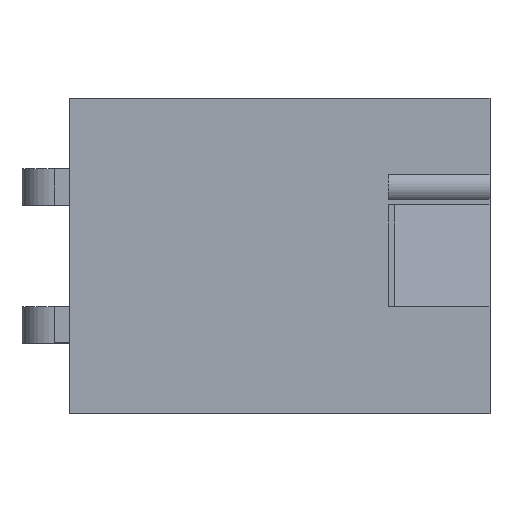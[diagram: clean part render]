
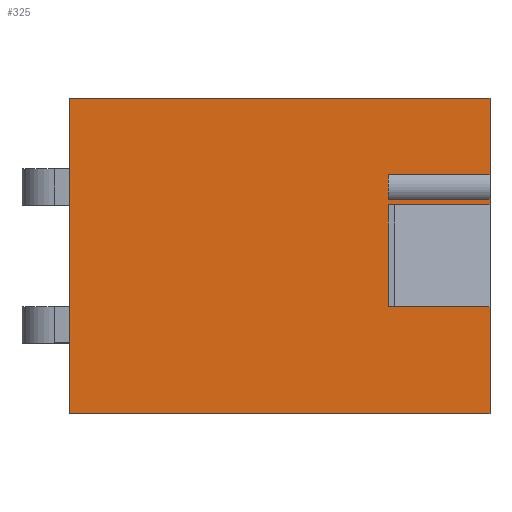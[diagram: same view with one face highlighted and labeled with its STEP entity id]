
A CAD part, top view. The second image highlights one B-rep face of the part: STEP entity #325.
In plain terms, the highlighted planar face has unit normal (0, 0, 1).
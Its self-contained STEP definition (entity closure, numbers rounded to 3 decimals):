
#325 = ADVANCED_FACE( '', ( #648 ), #649, .T. );
#648 = FACE_OUTER_BOUND( '', #1264, .T. );
#649 = PLANE( '', #1265 );
#1264 = EDGE_LOOP( '', ( #1999, #2000, #2001, #2002, #2003, #2004, #2005, #2006, #2007, #2008, #2009, #2010 ) );
#1265 = AXIS2_PLACEMENT_3D( '', #2011, #2012, #2013 );
#1999 = ORIENTED_EDGE( '', *, *, #2369, .F. );
#2000 = ORIENTED_EDGE( '', *, *, #2590, .T. );
#2001 = ORIENTED_EDGE( '', *, *, #2367, .T. );
#2002 = ORIENTED_EDGE( '', *, *, #2395, .T. );
#2003 = ORIENTED_EDGE( '', *, *, #2591, .T. );
#2004 = ORIENTED_EDGE( '', *, *, #2592, .F. );
#2005 = ORIENTED_EDGE( '', *, *, #2480, .F. );
#2006 = ORIENTED_EDGE( '', *, *, #2385, .T. );
#2007 = ORIENTED_EDGE( '', *, *, #2554, .F. );
#2008 = ORIENTED_EDGE( '', *, *, #2593, .F. );
#2009 = ORIENTED_EDGE( '', *, *, #2594, .F. );
#2010 = ORIENTED_EDGE( '', *, *, #2383, .T. );
#2011 = CARTESIAN_POINT( '', ( 6.4, -4.8, 2.7 ) );
#2012 = DIRECTION( '', ( 0., 0., 1. ) );
#2013 = DIRECTION( '', ( 1., 0., 0. ) );
#2367 = EDGE_CURVE( '', #2793, #2790, #2794, .T. );
#2369 = EDGE_CURVE( '', #2795, #2791, #2797, .T. );
#2383 = EDGE_CURVE( '', #2819, #2791, #2820, .T. );
#2385 = EDGE_CURVE( '', #2823, #2821, #2824, .T. );
#2395 = EDGE_CURVE( '', #2790, #2839, #2841, .T. );
#2480 = EDGE_CURVE( '', #2823, #2974, #2976, .T. );
#2554 = EDGE_CURVE( '', #3075, #2821, #3076, .T. );
#2590 = EDGE_CURVE( '', #2795, #2793, #3118, .T. );
#2591 = EDGE_CURVE( '', #2839, #3119, #3120, .T. );
#2592 = EDGE_CURVE( '', #2974, #3119, #3121, .T. );
#2593 = EDGE_CURVE( '', #3122, #3075, #3123, .T. );
#2594 = EDGE_CURVE( '', #2819, #3122, #3124, .T. );
#2790 = VERTEX_POINT( '', #3392 );
#2791 = VERTEX_POINT( '', #3393 );
#2793 = VERTEX_POINT( '', #3395 );
#2794 = LINE( '', #3396, #3397 );
#2795 = VERTEX_POINT( '', #3398 );
#2797 = LINE( '', #3400, #3401 );
#2819 = VERTEX_POINT( '', #3433 );
#2820 = LINE( '', #3434, #3435 );
#2821 = VERTEX_POINT( '', #3436 );
#2823 = VERTEX_POINT( '', #3439 );
#2824 = LINE( '', #3440, #3441 );
#2839 = VERTEX_POINT( '', #3464 );
#2841 = LINE( '', #3467, #3468 );
#2974 = VERTEX_POINT( '', #3718 );
#2976 = LINE( '', #3721, #3722 );
#3075 = VERTEX_POINT( '', #3869 );
#3076 = LINE( '', #3870, #3871 );
#3118 = LINE( '', #3935, #3936 );
#3119 = VERTEX_POINT( '', #3937 );
#3120 = LINE( '', #3938, #3939 );
#3121 = LINE( '', #3940, #3941 );
#3122 = VERTEX_POINT( '', #3942 );
#3123 = LINE( '', #3943, #3944 );
#3124 = LINE( '', #3945, #3946 );
#3392 = CARTESIAN_POINT( '', ( 6.4, 2.475, 2.7 ) );
#3393 = CARTESIAN_POINT( '', ( 6.4, 1.725, 2.7 ) );
#3395 = CARTESIAN_POINT( '', ( 3.3, 2.475, 2.7 ) );
#3396 = CARTESIAN_POINT( '', ( 3.3, 2.475, 2.7 ) );
#3397 = VECTOR( '', #4101, 1000. );
#3398 = CARTESIAN_POINT( '', ( 3.3, 1.725, 2.7 ) );
#3400 = CARTESIAN_POINT( '', ( 3.3, 1.725, 2.7 ) );
#3401 = VECTOR( '', #4105, 1000. );
#3433 = CARTESIAN_POINT( '', ( 6.4, 1.55, 2.7 ) );
#3434 = CARTESIAN_POINT( '', ( 6.4, -4.8, 2.7 ) );
#3435 = VECTOR( '', #4116, 1000. );
#3436 = CARTESIAN_POINT( '', ( 6.4, -1.55, 2.7 ) );
#3439 = CARTESIAN_POINT( '', ( 6.4, -4.8, 2.7 ) );
#3440 = CARTESIAN_POINT( '', ( 6.4, -4.8, 2.7 ) );
#3441 = VECTOR( '', #4118, 1000. );
#3464 = CARTESIAN_POINT( '', ( 6.4, 4.8, 2.7 ) );
#3467 = CARTESIAN_POINT( '', ( 6.4, -4.8, 2.7 ) );
#3468 = VECTOR( '', #4128, 1000. );
#3718 = CARTESIAN_POINT( '', ( -6.4, -4.8, 2.7 ) );
#3721 = CARTESIAN_POINT( '', ( 6.4, -4.8, 2.7 ) );
#3722 = VECTOR( '', #4191, 1000. );
#3869 = CARTESIAN_POINT( '', ( 3.3, -1.55, 2.7 ) );
#3870 = CARTESIAN_POINT( '', ( 3.3, -1.55, 2.7 ) );
#3871 = VECTOR( '', #4243, 1000. );
#3935 = CARTESIAN_POINT( '', ( 3.3, 1.725, 2.7 ) );
#3936 = VECTOR( '', #4269, 1000. );
#3937 = CARTESIAN_POINT( '', ( -6.4, 4.8, 2.7 ) );
#3938 = CARTESIAN_POINT( '', ( 6.4, 4.8, 2.7 ) );
#3939 = VECTOR( '', #4270, 1000. );
#3940 = CARTESIAN_POINT( '', ( -6.4, -4.8, 2.7 ) );
#3941 = VECTOR( '', #4271, 1000. );
#3942 = CARTESIAN_POINT( '', ( 3.3, 1.55, 2.7 ) );
#3943 = CARTESIAN_POINT( '', ( 3.3, 1.55, 2.7 ) );
#3944 = VECTOR( '', #4272, 1000. );
#3945 = CARTESIAN_POINT( '', ( 6.4, 1.55, 2.7 ) );
#3946 = VECTOR( '', #4273, 1000. );
#4101 = DIRECTION( '', ( 1., 0., 0. ) );
#4105 = DIRECTION( '', ( 1., 0., 0. ) );
#4116 = DIRECTION( '', ( 0., 1., 0. ) );
#4118 = DIRECTION( '', ( 0., 1., 0. ) );
#4128 = DIRECTION( '', ( 0., 1., 0. ) );
#4191 = DIRECTION( '', ( -1., 0., 0. ) );
#4243 = DIRECTION( '', ( 1., 0., 0. ) );
#4269 = DIRECTION( '', ( 0., 1., 0. ) );
#4270 = DIRECTION( '', ( -1., 0., 0. ) );
#4271 = DIRECTION( '', ( 0., 1., 0. ) );
#4272 = DIRECTION( '', ( 0., -1., 0. ) );
#4273 = DIRECTION( '', ( -1., 0., 0. ) );
